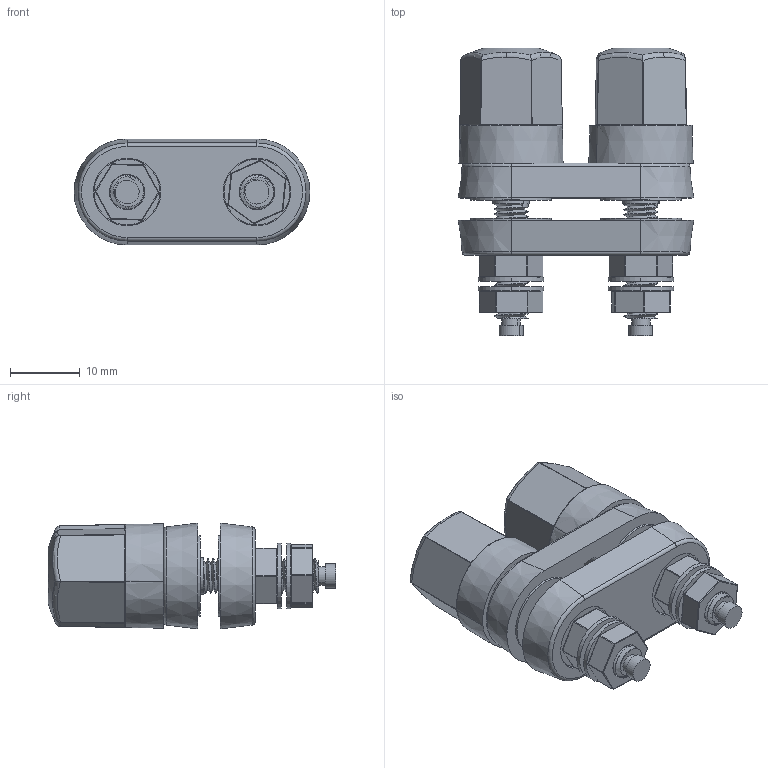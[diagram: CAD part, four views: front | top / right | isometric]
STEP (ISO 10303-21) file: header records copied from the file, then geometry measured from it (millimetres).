
FILE_DESCRIPTION (( 'STEP AP214' ), '1' );
FILE_NAME ('Banana plug.STEP', '2015-08-04T19:42:42', ( 'Admin' ), ( '' ), 'SwSTEP 2.0', 'SolidWorks 2014', '' );
FILE_SCHEMA (( 'AUTOMOTIVE_DESIGN' ));
Length unit declared in the file: millimetre
Products named in the file (8): Knob; baseplate; ring; Banana plug; moertje; insert knob; contact pin
Assembly tree (18 placements, depth 3):
  Banana plug
    baseplate  x2
    contact pin  x2
    Knob
      Knob
      insert knob
    Knob
    moertje  x4
    ring  x6
Bounding box: 33.85 x 41.31 x 15.2 mm (x, y, z)
Volume: 8732.3 mm3; surface area: 10183.6 mm2
Topology: 17 solids, 17 shells, 610 faces, 1416 edges, 814 vertices
Faces by surface type: cylinder 284, plane 128, bspline 86, sphere 50, torus 46, cone 16
Entity records: 13027 total; most frequent: CARTESIAN_POINT 6605, ORIENTED_EDGE 1158, DIRECTION 1071, EDGE_CURVE 579, AXIS2_PLACEMENT_3D 443, VERTEX_POINT 351, EDGE_LOOP 276, ADVANCED_FACE 252
